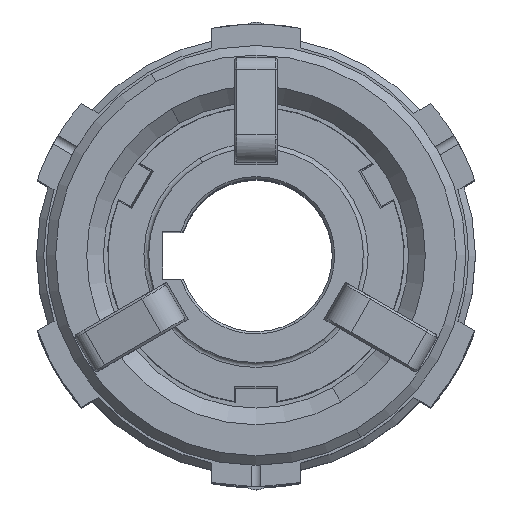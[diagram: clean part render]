
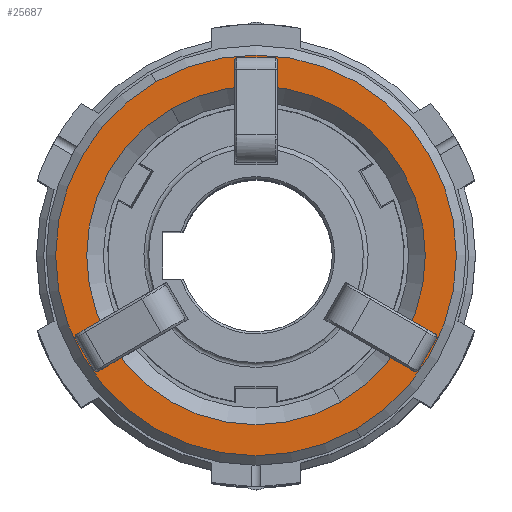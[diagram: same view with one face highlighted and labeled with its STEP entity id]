
A CAD part, top view. The second image highlights one B-rep face of the part: STEP entity #25687.
In plain terms, the highlighted planar face has unit normal (0, 0, 1).
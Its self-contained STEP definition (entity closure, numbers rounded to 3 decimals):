
#21852 = EDGE_CURVE ( 'NONE', #21853, #21854, #67529, .T. ) ;
#21853 = VERTEX_POINT ( 'NONE', #67587 ) ;
#21854 = VERTEX_POINT ( 'NONE', #67586 ) ;
#21913 = VERTEX_POINT ( 'NONE', #67677 ) ;
#21944 = EDGE_CURVE ( 'NONE', #21946, #21913, #67700, .T. ) ;
#21946 = VERTEX_POINT ( 'NONE', #67695 ) ;
#25611 = EDGE_CURVE ( 'NONE', #21913, #21946, #74147, .T. ) ;
#25687 = ADVANCED_FACE ( 'NONE', ( #74274, #74268 ), #74267, .T. ) ;
#25688 = EDGE_LOOP ( 'NONE', ( #25689, #25691 ) ) ;
#25689 = ORIENTED_EDGE ( 'NONE', *, *, #25690, .T. ) ;
#25690 = EDGE_CURVE ( 'NONE', #21854, #21853, #74266, .T. ) ;
#25691 = ORIENTED_EDGE ( 'NONE', *, *, #21852, .T. ) ;
#25692 = EDGE_LOOP ( 'NONE', ( #25693, #25694 ) ) ;
#25693 = ORIENTED_EDGE ( 'NONE', *, *, #21944, .T. ) ;
#25694 = ORIENTED_EDGE ( 'NONE', *, *, #25611, .T. ) ;
#67529 = CIRCLE ( 'NONE', #67591, 42. ) ;
#67586 = CARTESIAN_POINT ( 'NONE',  ( -32.802, 49.505, 70.672 ) ) ;
#67587 = CARTESIAN_POINT ( 'NONE',  ( 9.198, -23.241, 70.672 ) ) ;
#67588 = DIRECTION ( 'NONE',  ( 0.5, -0.866, 0. ) ) ;
#67589 = DIRECTION ( 'NONE',  ( 0., 0., 1. ) ) ;
#67590 = CARTESIAN_POINT ( 'NONE',  ( -11.802, 13.132, 70.672 ) ) ;
#67591 = AXIS2_PLACEMENT_3D ( 'NONE', #67590, #67589, #67588 ) ;
#67677 = CARTESIAN_POINT ( 'NONE',  ( 5.948, -17.612, 70.672 ) ) ;
#67695 = CARTESIAN_POINT ( 'NONE',  ( -29.552, 43.876, 70.672 ) ) ;
#67696 = DIRECTION ( 'NONE',  ( -0.5, 0.866, 0. ) ) ;
#67697 = DIRECTION ( 'NONE',  ( 0., 0., -1. ) ) ;
#67698 = CARTESIAN_POINT ( 'NONE',  ( -11.802, 13.132, 70.672 ) ) ;
#67699 = AXIS2_PLACEMENT_3D ( 'NONE', #67698, #67697, #67696 ) ;
#67700 = CIRCLE ( 'NONE', #67699, 35.5 ) ;
#74144 = DIRECTION ( 'NONE',  ( -0.5, 0.866, 0. ) ) ;
#74145 = DIRECTION ( 'NONE',  ( 0., 0., -1. ) ) ;
#74146 = AXIS2_PLACEMENT_3D ( 'NONE', #74153, #74145, #74144 ) ;
#74147 = CIRCLE ( 'NONE', #74146, 35.5 ) ;
#74153 = CARTESIAN_POINT ( 'NONE',  ( -11.802, 13.132, 70.672 ) ) ;
#74258 = DIRECTION ( 'NONE',  ( 0.5, -0.866, 0. ) ) ;
#74259 = DIRECTION ( 'NONE',  ( 0., 0., 1. ) ) ;
#74260 = CARTESIAN_POINT ( 'NONE',  ( -11.802, 13.132, 70.672 ) ) ;
#74261 = AXIS2_PLACEMENT_3D ( 'NONE', #74260, #74259, #74258 ) ;
#74262 = DIRECTION ( 'NONE',  ( 0.5, -0.866, 0. ) ) ;
#74263 = DIRECTION ( 'NONE',  ( 0., 0., 1. ) ) ;
#74264 = CARTESIAN_POINT ( 'NONE',  ( -11.802, 13.132, 70.672 ) ) ;
#74265 = AXIS2_PLACEMENT_3D ( 'NONE', #74264, #74263, #74262 ) ;
#74266 = CIRCLE ( 'NONE', #74261, 42. ) ;
#74267 = PLANE ( 'NONE',  #74265 ) ;
#74268 = FACE_BOUND ( 'NONE', #25692, .T. ) ;
#74274 = FACE_OUTER_BOUND ( 'NONE', #25688, .T. ) ;
